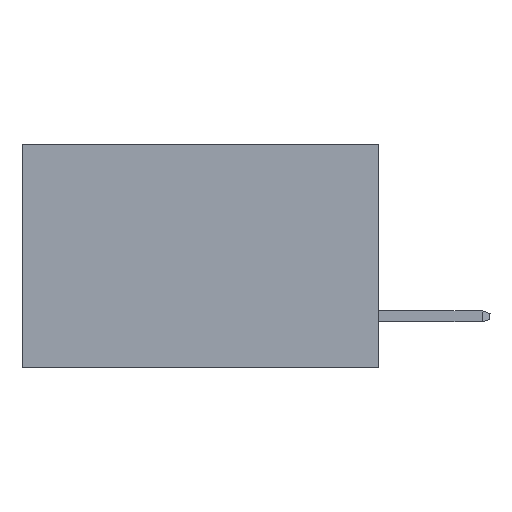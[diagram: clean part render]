
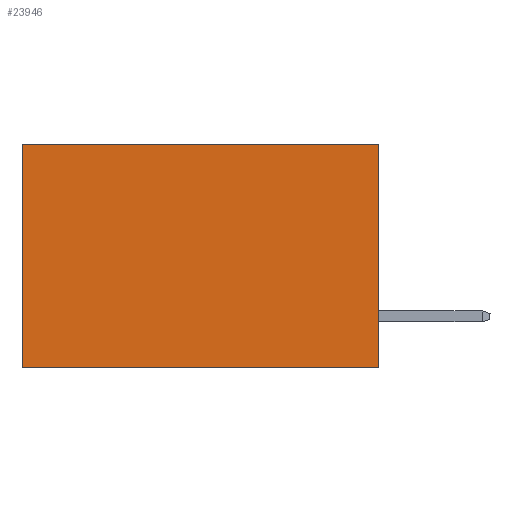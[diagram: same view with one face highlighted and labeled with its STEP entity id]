
A CAD part, left-side view. The second image highlights one B-rep face of the part: STEP entity #23946.
In plain terms, the highlighted planar face has unit normal (-1, 0, 0).
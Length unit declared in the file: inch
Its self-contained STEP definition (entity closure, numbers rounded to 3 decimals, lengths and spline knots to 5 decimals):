
#989 = LINE ( 'NONE', #9408, #23858 ) ;
#1608 = ORIENTED_EDGE ( 'NONE', *, *, #28968, .F. ) ;
#2557 = DIRECTION ( 'NONE',  ( 0., 1., 0. ) ) ;
#3166 = VERTEX_POINT ( 'NONE', #11785 ) ;
#3711 = LINE ( 'NONE', #16371, #21921 ) ;
#4227 = ORIENTED_EDGE ( 'NONE', *, *, #26518, .F. ) ;
#5321 = FACE_OUTER_BOUND ( 'NONE', #19415, .T. ) ;
#5658 = VERTEX_POINT ( 'NONE', #29287 ) ;
#5762 = CARTESIAN_POINT ( 'NONE',  ( 0.277, 0., -0.37 ) ) ;
#5893 = VERTEX_POINT ( 'NONE', #29183 ) ;
#7285 = PLANE ( 'NONE',  #9199 ) ;
#8884 = DIRECTION ( 'NONE',  ( 0., 0., -1. ) ) ;
#9037 = LINE ( 'NONE', #5762, #26505 ) ;
#9199 = AXIS2_PLACEMENT_3D ( 'NONE', #20886, #23196, #9576 ) ;
#9408 = CARTESIAN_POINT ( 'NONE',  ( 0.277, 0., 0. ) ) ;
#9576 = DIRECTION ( 'NONE',  ( 0., 0., -1. ) ) ;
#11785 = CARTESIAN_POINT ( 'NONE',  ( 0.277, 0., 0. ) ) ;
#12478 = ORIENTED_EDGE ( 'NONE', *, *, #19740, .T. ) ;
#15581 = LINE ( 'NONE', #29431, #27050 ) ;
#16371 = CARTESIAN_POINT ( 'NONE',  ( 0.277, 0., -0.37 ) ) ;
#18149 = EDGE_CURVE ( 'NONE', #3166, #24385, #989, .T. ) ;
#18651 = DIRECTION ( 'NONE',  ( 0., 1., 0. ) ) ;
#19415 = EDGE_LOOP ( 'NONE', ( #12478, #4227, #1608, #20862 ) ) ;
#19740 = EDGE_CURVE ( 'NONE', #24385, #5893, #15581, .T. ) ;
#20862 = ORIENTED_EDGE ( 'NONE', *, *, #18149, .T. ) ;
#20886 = CARTESIAN_POINT ( 'NONE',  ( 0.277, 0., -0.37 ) ) ;
#21921 = VECTOR ( 'NONE', #18651, 39.37008 ) ;
#23196 = DIRECTION ( 'NONE',  ( 1., 0., 0. ) ) ;
#23858 = VECTOR ( 'NONE', #2557, 39.37008 ) ;
#23946 = ADVANCED_FACE ( 'NONE', ( #5321 ), #7285, .F. ) ;
#24385 = VERTEX_POINT ( 'NONE', #27027 ) ;
#26505 = VECTOR ( 'NONE', #28720, 39.37008 ) ;
#26518 = EDGE_CURVE ( 'NONE', #5658, #5893, #3711, .T. ) ;
#27027 = CARTESIAN_POINT ( 'NONE',  ( 0.277, 0.59, 0. ) ) ;
#27050 = VECTOR ( 'NONE', #8884, 39.37008 ) ;
#28720 = DIRECTION ( 'NONE',  ( 0., 0., -1. ) ) ;
#28968 = EDGE_CURVE ( 'NONE', #3166, #5658, #9037, .T. ) ;
#29183 = CARTESIAN_POINT ( 'NONE',  ( 0.277, 0.59, -0.37 ) ) ;
#29287 = CARTESIAN_POINT ( 'NONE',  ( 0.277, 0., -0.37 ) ) ;
#29431 = CARTESIAN_POINT ( 'NONE',  ( 0.277, 0.59, -0.37 ) ) ;
